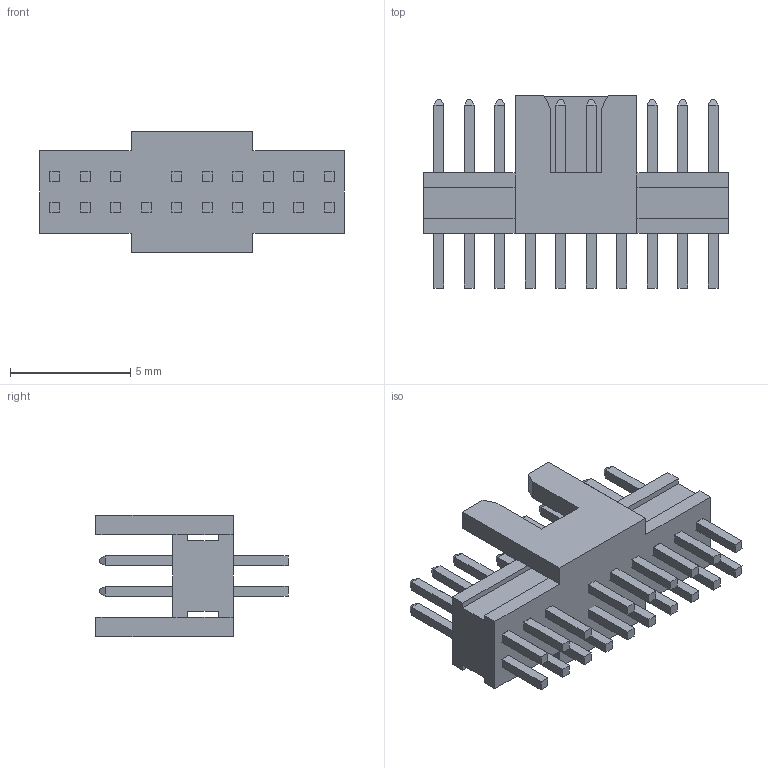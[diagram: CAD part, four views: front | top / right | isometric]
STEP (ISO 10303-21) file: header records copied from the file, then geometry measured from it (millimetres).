
FILE_DESCRIPTION(/* description */ ('STEP AP214'),/* implementation_level */ '2;1');
FILE_NAME(/* name */ 'FTSH-110-01-F-D-007-K',/* time_stamp */ '2022-09-24T15:59:37+02:00',/* author */ ('License CC BY-ND 4.0'),/* organization */ ('CADENAS'),/* preprocessor_version */ 'ST-DEVELOPER v18.102',/* originating_system */ 'PARTsolutions',/* authorisation */ ' ');
FILE_SCHEMA (('AUTOMOTIVE_DESIGN {1 0 10303 214 3 1 1}'));
Length unit declared in the file: inch
Products named in the file (4): FTSH-110-01-F-D-007-K; FTSH-110-01-F-D-007-K_pins2; FTSH-110-01-F-D-007-K_pins1; FTSH-110-01-F-D-007-K_body
Assembly tree (3 placements, depth 2):
  FTSH-110-01-F-D-007-K
    FTSH-110-01-F-D-007-K_pins2
    FTSH-110-01-F-D-007-K_pins1
    FTSH-110-01-F-D-007-K_body
Bounding box: 12.7 x 8 x 5.08 mm (x, y, z)
Volume: 163.1 mm3; surface area: 626.1 mm2
Topology: 3 solids, 3 shells, 398 faces, 1076 edges, 688 vertices
Faces by surface type: plane 398
Entity records: 12277 total; most frequent: CARTESIAN_POINT 2166, ORIENTED_EDGE 2152, DIRECTION 1880, EDGE_CURVE 1076, LINE 1076, VECTOR 1076, VERTEX_POINT 688, EDGE_LOOP 430
